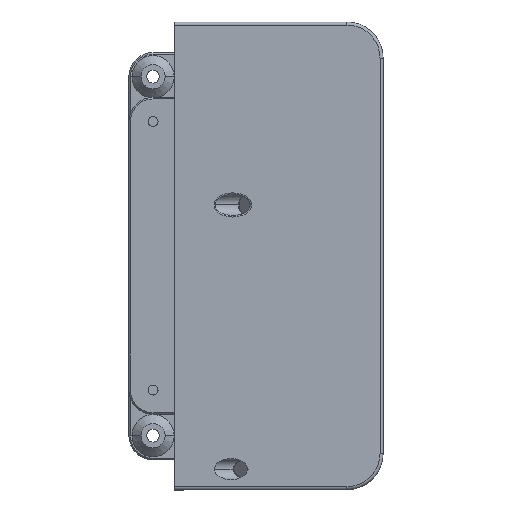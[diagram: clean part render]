
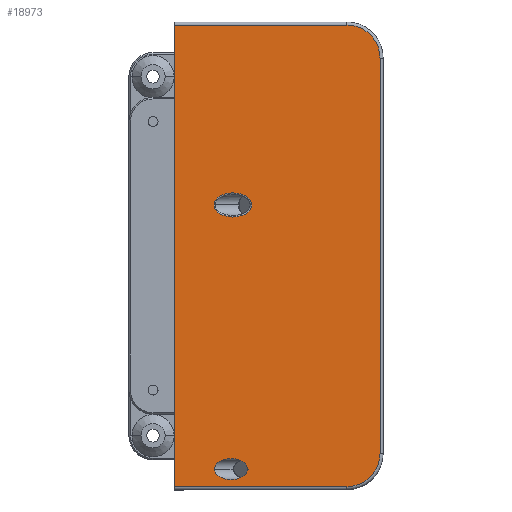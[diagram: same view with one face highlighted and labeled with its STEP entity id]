
A CAD part, top view. The second image highlights one B-rep face of the part: STEP entity #18973.
In plain terms, the highlighted planar face has unit normal (0, 0, 1).
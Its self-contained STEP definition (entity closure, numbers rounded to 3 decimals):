
#99 = CARTESIAN_POINT ( 'NONE',  ( 62.712, 76.5, 83.8 ) ) ;
#411 = CARTESIAN_POINT ( 'NONE',  ( 119.977, -65.5, 83.8 ) ) ;
#426 = CARTESIAN_POINT ( 'NONE',  ( 130.977, 77.5, 83.8 ) ) ;
#571 = CARTESIAN_POINT ( 'NONE',  ( 87.033, -70.7, 83.8 ) ) ;
#756 = VERTEX_POINT ( 'NONE', #14386 ) ;
#864 = ORIENTED_EDGE ( 'NONE', *, *, #6483, .T. ) ;
#1009 =( BOUNDED_CURVE ( )  B_SPLINE_CURVE ( 3, ( #8112, #18714, #6406, #3356 ),
 .UNSPECIFIED., .F., .T. ) 
 B_SPLINE_CURVE_WITH_KNOTS ( ( 4, 4 ),
 ( 3.142, 6.283 ),
 .UNSPECIFIED. ) 
 CURVE ( )  GEOMETRIC_REPRESENTATION_ITEM ( )  RATIONAL_B_SPLINE_CURVE ( ( 1., 0.333, 0.333, 1. ) ) 
 REPRESENTATION_ITEM ( '' )  );
#1115 = CARTESIAN_POINT ( 'NONE',  ( 87.033, -63.7, 83.8 ) ) ;
#1176 = EDGE_LOOP ( 'NONE', ( #14810, #5597 ) ) ;
#1657 = CARTESIAN_POINT ( 'NONE',  ( 87.033, -70.7, 83.8 ) ) ;
#1844 = LINE ( 'NONE', #9187, #10455 ) ;
#2858 = FACE_OUTER_BOUND ( 'NONE', #13670, .T. ) ;
#2914 = EDGE_CURVE ( 'NONE', #7256, #12703, #12736, .T. ) ;
#2923 = LINE ( 'NONE', #8673, #8586 ) ;
#3052 = CARTESIAN_POINT ( 'NONE',  ( 76.143, -77.7, 83.8 ) ) ;
#3252 = DIRECTION ( 'NONE',  ( 1., 0., 0. ) ) ;
#3356 = CARTESIAN_POINT ( 'NONE',  ( 88.407, 16.85, 83.8 ) ) ;
#3431 = CARTESIAN_POINT ( 'NONE',  ( 75.961, 8.85, 83.8 ) ) ;
#3836 = CARTESIAN_POINT ( 'NONE',  ( 130.977, 65.5, 83.8 ) ) ;
#4196 = LINE ( 'NONE', #13715, #18137 ) ;
#4470 = AXIS2_PLACEMENT_3D ( 'NONE', #411, #6655, #17268 ) ;
#4491 = AXIS2_PLACEMENT_3D ( 'NONE', #7890, #18607, #9189 ) ;
#4584 = EDGE_CURVE ( 'NONE', #12366, #16160, #17719, .T. ) ;
#4770 = CARTESIAN_POINT ( 'NONE',  ( 87.033, -77.7, 83.8 ) ) ;
#4927 =( BOUNDED_CURVE ( )  B_SPLINE_CURVE ( 3, ( #1657, #4770, #3052, #6393 ),
 .UNSPECIFIED., .F., .T. ) 
 B_SPLINE_CURVE_WITH_KNOTS ( ( 4, 4 ),
 ( 0., 3.142 ),
 .UNSPECIFIED. ) 
 CURVE ( )  GEOMETRIC_REPRESENTATION_ITEM ( )  RATIONAL_B_SPLINE_CURVE ( ( 1., 0.333, 0.333, 1. ) ) 
 REPRESENTATION_ITEM ( '' )  );
#5597 = ORIENTED_EDGE ( 'NONE', *, *, #18653, .T. ) ;
#5929 = FACE_BOUND ( 'NONE', #18598, .T. ) ;
#6038 = CIRCLE ( 'NONE', #4491, 11. ) ;
#6258 = VECTOR ( 'NONE', #15880, 1000. ) ;
#6393 = CARTESIAN_POINT ( 'NONE',  ( 76.143, -70.7, 83.8 ) ) ;
#6406 = CARTESIAN_POINT ( 'NONE',  ( 88.407, 24.85, 83.8 ) ) ;
#6483 = EDGE_CURVE ( 'NONE', #17704, #12122, #4927, .T. ) ;
#6655 = DIRECTION ( 'NONE',  ( 0., 0., -1. ) ) ;
#7250 = CARTESIAN_POINT ( 'NONE',  ( 76.143, -70.7, 83.8 ) ) ;
#7256 = VERTEX_POINT ( 'NONE', #17812 ) ;
#7890 = CARTESIAN_POINT ( 'NONE',  ( 119.977, 65.5, 83.8 ) ) ;
#8112 = CARTESIAN_POINT ( 'NONE',  ( 75.961, 16.85, 83.8 ) ) ;
#8478 = ORIENTED_EDGE ( 'NONE', *, *, #2914, .T. ) ;
#8586 = VECTOR ( 'NONE', #19258, 1000. ) ;
#8673 = CARTESIAN_POINT ( 'NONE',  ( 62.712, 0., 83.8 ) ) ;
#8945 = ORIENTED_EDGE ( 'NONE', *, *, #13328, .T. ) ;
#9110 = DIRECTION ( 'NONE',  ( 0., 0., 1. ) ) ;
#9187 = CARTESIAN_POINT ( 'NONE',  ( 72.712, 76.5, 83.8 ) ) ;
#9189 = DIRECTION ( 'NONE',  ( 1., 0., 0. ) ) ;
#9380 = CARTESIAN_POINT ( 'NONE',  ( 88.407, 8.85, 83.8 ) ) ;
#9671 = CARTESIAN_POINT ( 'NONE',  ( 88.407, 16.85, 83.8 ) ) ;
#10211 = VERTEX_POINT ( 'NONE', #99 ) ;
#10455 = VECTOR ( 'NONE', #15239, 1000. ) ;
#10458 = CARTESIAN_POINT ( 'NONE',  ( 75.961, 16.85, 83.8 ) ) ;
#10573 = CARTESIAN_POINT ( 'NONE',  ( 88.407, 16.85, 83.8 ) ) ;
#10982 = EDGE_CURVE ( 'NONE', #7256, #16555, #11074, .T. ) ;
#11074 = CIRCLE ( 'NONE', #4470, 11. ) ;
#11715 = CARTESIAN_POINT ( 'NONE',  ( 87.033, -70.7, 83.8 ) ) ;
#11767 = ORIENTED_EDGE ( 'NONE', *, *, #17329, .T. ) ;
#12041 = VERTEX_POINT ( 'NONE', #15322 ) ;
#12122 = VERTEX_POINT ( 'NONE', #12760 ) ;
#12366 = VERTEX_POINT ( 'NONE', #10573 ) ;
#12556 = ORIENTED_EDGE ( 'NONE', *, *, #16365, .F. ) ;
#12603 = EDGE_CURVE ( 'NONE', #756, #10211, #1844, .T. ) ;
#12655 = CARTESIAN_POINT ( 'NONE',  ( 72.712, 0., 83.8 ) ) ;
#12703 = VERTEX_POINT ( 'NONE', #3836 ) ;
#12736 = LINE ( 'NONE', #426, #6258 ) ;
#12760 = CARTESIAN_POINT ( 'NONE',  ( 76.143, -70.7, 83.8 ) ) ;
#13328 = EDGE_CURVE ( 'NONE', #12041, #16555, #4196, .T. ) ;
#13420 =( BOUNDED_CURVE ( )  B_SPLINE_CURVE ( 3, ( #7250, #15874, #1115, #11715 ),
 .UNSPECIFIED., .F., .T. ) 
 B_SPLINE_CURVE_WITH_KNOTS ( ( 4, 4 ),
 ( 3.142, 6.283 ),
 .UNSPECIFIED. ) 
 CURVE ( )  GEOMETRIC_REPRESENTATION_ITEM ( )  RATIONAL_B_SPLINE_CURVE ( ( 1., 0.333, 0.333, 1. ) ) 
 REPRESENTATION_ITEM ( '' )  );
#13670 = EDGE_LOOP ( 'NONE', ( #16007, #15041, #12556, #8945, #15851, #8478 ) ) ;
#13715 = CARTESIAN_POINT ( 'NONE',  ( 72.712, -76.5, 83.8 ) ) ;
#14078 = AXIS2_PLACEMENT_3D ( 'NONE', #12655, #9110, #3252 ) ;
#14386 = CARTESIAN_POINT ( 'NONE',  ( 119.977, 76.5, 83.8 ) ) ;
#14810 = ORIENTED_EDGE ( 'NONE', *, *, #4584, .T. ) ;
#15041 = ORIENTED_EDGE ( 'NONE', *, *, #12603, .T. ) ;
#15239 = DIRECTION ( 'NONE',  ( -1., 0., 0. ) ) ;
#15257 = EDGE_CURVE ( 'NONE', #756, #12703, #6038, .T. ) ;
#15322 = CARTESIAN_POINT ( 'NONE',  ( 62.712, -76.5, 83.8 ) ) ;
#15851 = ORIENTED_EDGE ( 'NONE', *, *, #10982, .F. ) ;
#15874 = CARTESIAN_POINT ( 'NONE',  ( 76.143, -63.7, 83.8 ) ) ;
#15880 = DIRECTION ( 'NONE',  ( 0., 1., 0. ) ) ;
#16007 = ORIENTED_EDGE ( 'NONE', *, *, #15257, .F. ) ;
#16160 = VERTEX_POINT ( 'NONE', #10458 ) ;
#16297 = DIRECTION ( 'NONE',  ( 1., 0., 0. ) ) ;
#16365 = EDGE_CURVE ( 'NONE', #12041, #10211, #2923, .T. ) ;
#16555 = VERTEX_POINT ( 'NONE', #18674 ) ;
#17268 = DIRECTION ( 'NONE',  ( 1., 0., 0. ) ) ;
#17329 = EDGE_CURVE ( 'NONE', #12122, #17704, #13420, .T. ) ;
#17704 = VERTEX_POINT ( 'NONE', #571 ) ;
#17719 =( BOUNDED_CURVE ( )  B_SPLINE_CURVE ( 3, ( #9671, #9380, #3431, #18606 ),
 .UNSPECIFIED., .F., .F. ) 
 B_SPLINE_CURVE_WITH_KNOTS ( ( 4, 4 ),
 ( 0., 3.142 ),
 .UNSPECIFIED. ) 
 CURVE ( )  GEOMETRIC_REPRESENTATION_ITEM ( )  RATIONAL_B_SPLINE_CURVE ( ( 1., 0.333, 0.333, 1. ) ) 
 REPRESENTATION_ITEM ( '' )  );
#17812 = CARTESIAN_POINT ( 'NONE',  ( 130.977, -65.5, 83.8 ) ) ;
#18033 = PLANE ( 'NONE',  #14078 ) ;
#18137 = VECTOR ( 'NONE', #16297, 1000. ) ;
#18598 = EDGE_LOOP ( 'NONE', ( #11767, #864 ) ) ;
#18606 = CARTESIAN_POINT ( 'NONE',  ( 75.961, 16.85, 83.8 ) ) ;
#18607 = DIRECTION ( 'NONE',  ( 0., 0., -1. ) ) ;
#18653 = EDGE_CURVE ( 'NONE', #16160, #12366, #1009, .T. ) ;
#18674 = CARTESIAN_POINT ( 'NONE',  ( 119.977, -76.5, 83.8 ) ) ;
#18714 = CARTESIAN_POINT ( 'NONE',  ( 75.961, 24.85, 83.8 ) ) ;
#18973 = ADVANCED_FACE ( 'NONE', ( #19502, #5929, #2858 ), #18033, .T. ) ;
#19258 = DIRECTION ( 'NONE',  ( 0., 1., 0. ) ) ;
#19502 = FACE_BOUND ( 'NONE', #1176, .T. ) ;
